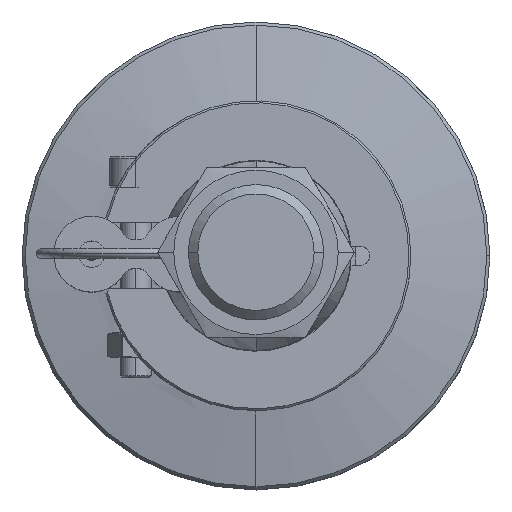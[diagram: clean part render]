
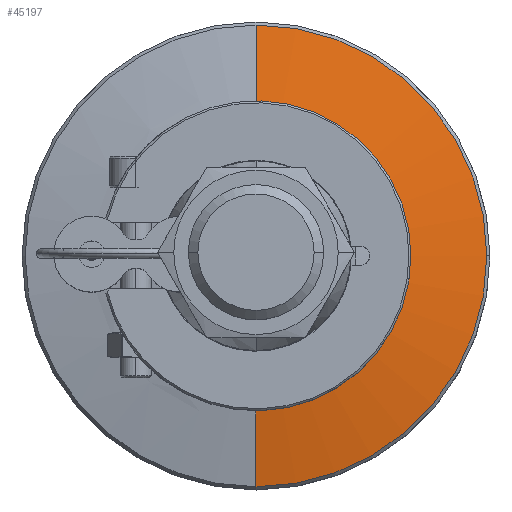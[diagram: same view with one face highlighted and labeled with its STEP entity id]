
A CAD part, top view. The second image highlights one B-rep face of the part: STEP entity #45197.
In plain terms, the highlighted conical face has half-angle 79.337 degrees and reference radius 30.358 mm.
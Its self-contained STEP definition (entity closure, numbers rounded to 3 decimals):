
#13405=CARTESIAN_POINT('',(0.,0.,
-334.907));
#13406=DIRECTION('',(0.,0.,1.));
#13407=DIRECTION('',(1.,0.,0.));
#13408=AXIS2_PLACEMENT_3D('',#13405,#13406,#13407);
#13424=CARTESIAN_POINT('',(0.,0.,
-334.907));
#13425=DIRECTION('',(0.,0.,1.));
#13426=DIRECTION('',(0.,-1.,0.));
#13427=AXIS2_PLACEMENT_3D('',#13424,#13425,#13426);
#13437=CARTESIAN_POINT('',(0.,0.,-332.591));
#13438=DIRECTION('',(0.,0.,-1.));
#13439=DIRECTION('',(0.,1.,0.));
#13440=AXIS2_PLACEMENT_3D('',#13437,#13438,#13439);
#13442=DIRECTION('',(0.,0.983,-0.185));
#13443=VECTOR('',#13442,12.516);
#13444=CARTESIAN_POINT('',(0.,24.208,
-332.592));
#13445=LINE('',#13444,#13443);
#13511=DIRECTION('',(0.,-0.983,-0.185));
#13512=VECTOR('',#13511,12.516);
#13513=CARTESIAN_POINT('',(0.,-24.209,
-332.592));
#13514=LINE('',#13513,#13512);
#19517=CARTESIAN_POINT('',(36.509,0.,
-334.907));
#19518=VERTEX_POINT('',#19517);
#19519=CARTESIAN_POINT('',(0.,36.509,
-334.907));
#19520=VERTEX_POINT('',#19519);
#19521=CARTESIAN_POINT('',(0.,-36.509,
-334.907));
#19522=VERTEX_POINT('',#19521);
#19740=CARTESIAN_POINT('',(0.,24.208,-332.591));
#19741=CARTESIAN_POINT('',(0.,-24.208,
-332.591));
#19742=VERTEX_POINT('',#19740);
#19743=VERTEX_POINT('',#19741);
#45182=CARTESIAN_POINT('',(0.,0.,-333.749));
#45183=DIRECTION('',(0.,0.,-1.));
#45184=DIRECTION('',(0.,1.,0.));
#45185=AXIS2_PLACEMENT_3D('',#45182,#45183,#45184);
#45186=CONICAL_SURFACE('',#45185,30.358,79.337);
#45188=ORIENTED_EDGE('',*,*,#45187,.F.);
#45190=ORIENTED_EDGE('',*,*,#45189,.T.);
#45191=ORIENTED_EDGE('',*,*,#45143,.F.);
#45192=ORIENTED_EDGE('',*,*,#45162,.F.);
#45194=ORIENTED_EDGE('',*,*,#45193,.F.);
#45195=EDGE_LOOP('',(#45188,#45190,#45191,#45192,#45194));
#45196=FACE_OUTER_BOUND('',#45195,.F.);
#45197=ADVANCED_FACE('',(#45196),#45186,.T.);
#13409=CIRCLE('',#13408,36.509);
#13428=CIRCLE('',#13427,36.509);
#13441=CIRCLE('',#13440,24.208);
#45143=EDGE_CURVE('',#19518,#19520,#13409,.T.);
#45162=EDGE_CURVE('',#19522,#19518,#13428,.T.);
#45187=EDGE_CURVE('',#19742,#19743,#13441,.T.);
#45189=EDGE_CURVE('',#19742,#19520,#13445,.T.);
#45193=EDGE_CURVE('',#19743,#19522,#13514,.T.);
